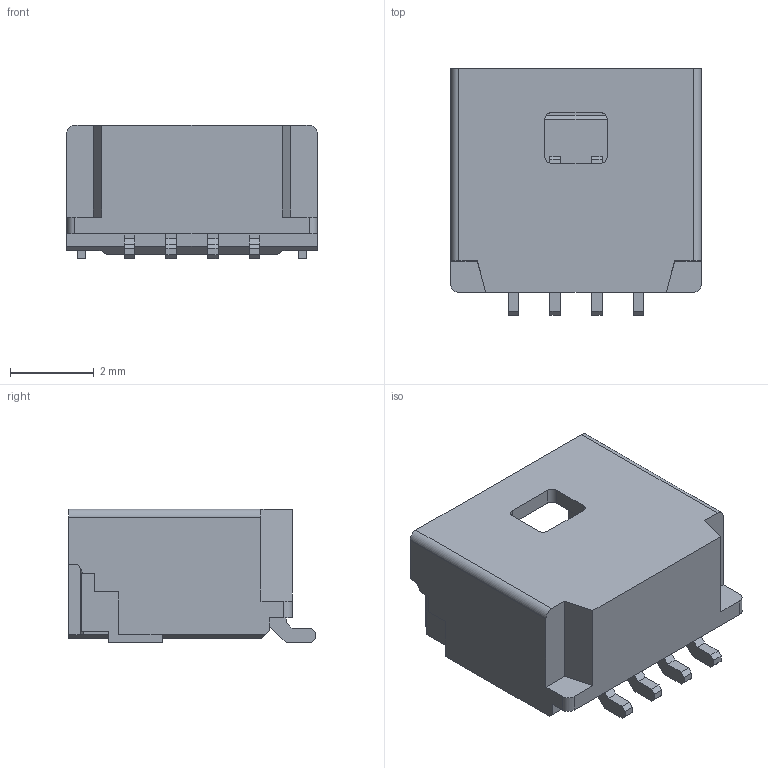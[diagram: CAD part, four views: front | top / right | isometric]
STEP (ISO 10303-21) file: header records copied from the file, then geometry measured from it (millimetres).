
FILE_DESCRIPTION((''),'2;1');
FILE_NAME('5015680407','2017-07-20T',('ksrinivasara'),(''),'PRO/ENGINEER BY PARAMETRIC TECHNOLOGY CORPORATION, 2012310','PRO/ENGINEER BY PARAMETRIC TECHNOLOGY CORPORATION, 2012310','');
FILE_SCHEMA(('CONFIG_CONTROL_DESIGN'));
Length unit declared in the file: millimetre
Products named in the file (1): 5015680407
Bounding box: 6 x 5.9 x 3.2 mm (x, y, z)
Volume: 52.2 mm3; surface area: 211.2 mm2
Topology: 1 solids, 1 shells, 180 faces, 558 edges, 385 vertices
Faces by surface type: plane 155, cylinder 24, bspline 1
Entity records: 6184 total; most frequent: CARTESIAN_POINT 1119, ORIENTED_EDGE 1054, DIRECTION 981, EDGE_CURVE 527, VECTOR 493, LINE 493, VERTEX_POINT 354, AXIS2_PLACEMENT_3D 244
